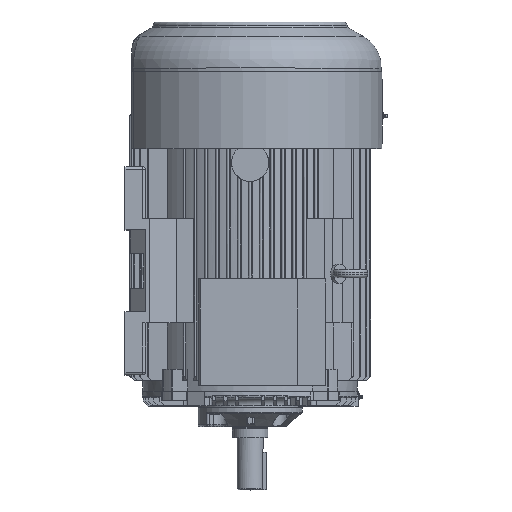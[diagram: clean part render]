
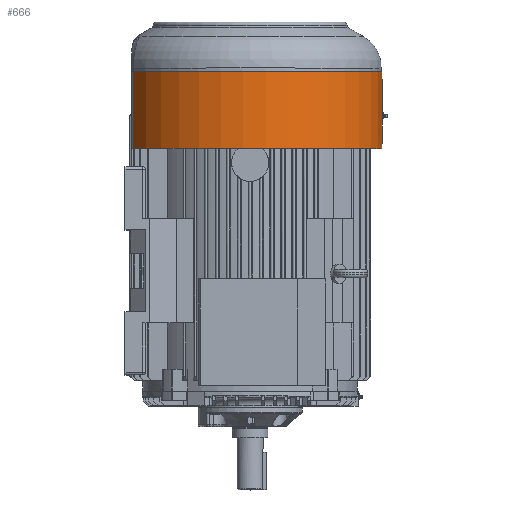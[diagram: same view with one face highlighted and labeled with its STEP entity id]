
A CAD part, top view. The second image highlights one B-rep face of the part: STEP entity #666.
In plain terms, the highlighted cylindrical face has radius 241.5 mm (diameter 483 mm), a partial arc.
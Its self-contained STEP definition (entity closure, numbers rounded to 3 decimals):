
#666 = ADVANCED_FACE( '', ( #2423, #2424 ), #2425, .T. );
#2423 = FACE_OUTER_BOUND( '', #4761, .T. );
#2424 = FACE_BOUND( '', #4762, .T. );
#2425 = CYLINDRICAL_SURFACE( '', #4763, 241.5 );
#4761 = EDGE_LOOP( '', ( #12116, #12117, #12118, #12119 ) );
#4762 = EDGE_LOOP( '', ( #12120, #12121, #12122, #12123, #12124, #12125 ) );
#4763 = AXIS2_PLACEMENT_3D( '', #12126, #12127, #12128 );
#12116 = ORIENTED_EDGE( '', *, *, #18189, .F. );
#12117 = ORIENTED_EDGE( '', *, *, #18191, .F. );
#12118 = ORIENTED_EDGE( '', *, *, #18192, .F. );
#12119 = ORIENTED_EDGE( '', *, *, #18193, .T. );
#12120 = ORIENTED_EDGE( '', *, *, #18194, .F. );
#12121 = ORIENTED_EDGE( '', *, *, #18195, .F. );
#12122 = ORIENTED_EDGE( '', *, *, #18196, .F. );
#12123 = ORIENTED_EDGE( '', *, *, #18197, .F. );
#12124 = ORIENTED_EDGE( '', *, *, #18198, .F. );
#12125 = ORIENTED_EDGE( '', *, *, #18199, .F. );
#12126 = CARTESIAN_POINT( '', ( 0., 583.5, 0. ) );
#12127 = DIRECTION( '', ( 0., 1., 0. ) );
#12128 = DIRECTION( '', ( -1., 0., 0. ) );
#18189 = EDGE_CURVE( '', #22402, #22404, #22405, .T. );
#18191 = EDGE_CURVE( '', #22407, #22402, #22408, .T. );
#18192 = EDGE_CURVE( '', #22409, #22407, #22410, .T. );
#18193 = EDGE_CURVE( '', #22409, #22404, #22411, .T. );
#18194 = EDGE_CURVE( '', #22412, #22413, #22414, .T. );
#18195 = EDGE_CURVE( '', #22415, #22412, #22416, .T. );
#18196 = EDGE_CURVE( '', #22417, #22415, #22418, .T. );
#18197 = EDGE_CURVE( '', #22419, #22417, #22420, .T. );
#18198 = EDGE_CURVE( '', #22421, #22419, #22422, .T. );
#18199 = EDGE_CURVE( '', #22413, #22421, #22423, .T. );
#22402 = VERTEX_POINT( '', #29393 );
#22404 = VERTEX_POINT( '', #29395 );
#22405 = CIRCLE( '', #29396, 241.5 );
#22407 = VERTEX_POINT( '', #29398 );
#22408 = LINE( '', #29399, #29400 );
#22409 = VERTEX_POINT( '', #29401 );
#22410 = CIRCLE( '', #29402, 241.5 );
#22411 = LINE( '', #29403, #29404 );
#22412 = VERTEX_POINT( '', #29405 );
#22413 = VERTEX_POINT( '', #29406 );
#22414 = CIRCLE( '', #29407, 241.5 );
#22415 = VERTEX_POINT( '', #29408 );
#22416 = ELLIPSE( '', #29409, 483., 241.5 );
#22417 = VERTEX_POINT( '', #29410 );
#22418 = ELLIPSE( '', #29411, 483., 241.5 );
#22419 = VERTEX_POINT( '', #29412 );
#22420 = CIRCLE( '', #29413, 241.5 );
#22421 = VERTEX_POINT( '', #29414 );
#22422 = ELLIPSE( '', #29415, 483., 241.5 );
#22423 = ELLIPSE( '', #29416, 483., 241.5 );
#29393 = CARTESIAN_POINT( '', ( -212.75, 443.5, -114.279 ) );
#29395 = CARTESIAN_POINT( '', ( -212.75, 443.5, 114.279 ) );
#29396 = AXIS2_PLACEMENT_3D( '', #38404, #38405, #38406 );
#29398 = CARTESIAN_POINT( '', ( -212.75, 583.5, -114.279 ) );
#29399 = CARTESIAN_POINT( '', ( -212.75, 1155.785, -114.279 ) );
#29400 = VECTOR( '', #38410, 1000. );
#29401 = CARTESIAN_POINT( '', ( -212.75, 583.5, 114.279 ) );
#29402 = AXIS2_PLACEMENT_3D( '', #38411, #38412, #38413 );
#29403 = CARTESIAN_POINT( '', ( -212.75, 1155.785, 114.279 ) );
#29404 = VECTOR( '', #38414, 1000. );
#29405 = CARTESIAN_POINT( '', ( 241.479, 498., 3.175 ) );
#29406 = CARTESIAN_POINT( '', ( 241.479, 498., -3.175 ) );
#29407 = AXIS2_PLACEMENT_3D( '', #38415, #38416, #38417 );
#29408 = CARTESIAN_POINT( '', ( 241.416, 503.5, 6.351 ) );
#29409 = AXIS2_PLACEMENT_3D( '', #38418, #38419, #38420 );
#29410 = CARTESIAN_POINT( '', ( 241.479, 509., 3.175 ) );
#29411 = AXIS2_PLACEMENT_3D( '', #38421, #38422, #38423 );
#29412 = CARTESIAN_POINT( '', ( 241.479, 509., -3.175 ) );
#29413 = AXIS2_PLACEMENT_3D( '', #38424, #38425, #38426 );
#29414 = CARTESIAN_POINT( '', ( 241.416, 503.5, -6.351 ) );
#29415 = AXIS2_PLACEMENT_3D( '', #38427, #38428, #38429 );
#29416 = AXIS2_PLACEMENT_3D( '', #38430, #38431, #38432 );
#38404 = CARTESIAN_POINT( '', ( 0., 443.5, 0. ) );
#38405 = DIRECTION( '', ( 0., -1., 0. ) );
#38406 = DIRECTION( '', ( 0., 0., -1. ) );
#38410 = DIRECTION( '', ( 0., -1., 0. ) );
#38411 = CARTESIAN_POINT( '', ( 0., 583.5, 0. ) );
#38412 = DIRECTION( '', ( 0., 1., 0. ) );
#38413 = DIRECTION( '', ( 0., 0., -1. ) );
#38414 = DIRECTION( '', ( 0., -1., 0. ) );
#38415 = CARTESIAN_POINT( '', ( 0., 498., 0. ) );
#38416 = DIRECTION( '', ( 0., 1., 0. ) );
#38417 = DIRECTION( '', ( -1., 0., 0. ) );
#38418 = CARTESIAN_POINT( '', ( 0., 492.5, 0. ) );
#38419 = DIRECTION( '', ( 0., 0.5, -0.866 ) );
#38420 = DIRECTION( '', ( 0., -0.866, -0.5 ) );
#38421 = CARTESIAN_POINT( '', ( 0., 514.5, 0. ) );
#38422 = DIRECTION( '', ( 0., -0.5, -0.866 ) );
#38423 = DIRECTION( '', ( 0., -0.866, 0.5 ) );
#38424 = CARTESIAN_POINT( '', ( 0., 509., 0. ) );
#38425 = DIRECTION( '', ( 0., -1., 0. ) );
#38426 = DIRECTION( '', ( 1., 0., 0. ) );
#38427 = CARTESIAN_POINT( '', ( 0., 514.5, 0. ) );
#38428 = DIRECTION( '', ( 0., -0.5, 0.866 ) );
#38429 = DIRECTION( '', ( 0., -0.866, -0.5 ) );
#38430 = CARTESIAN_POINT( '', ( 0., 492.5, 0. ) );
#38431 = DIRECTION( '', ( 0., 0.5, 0.866 ) );
#38432 = DIRECTION( '', ( 0., -0.866, 0.5 ) );
